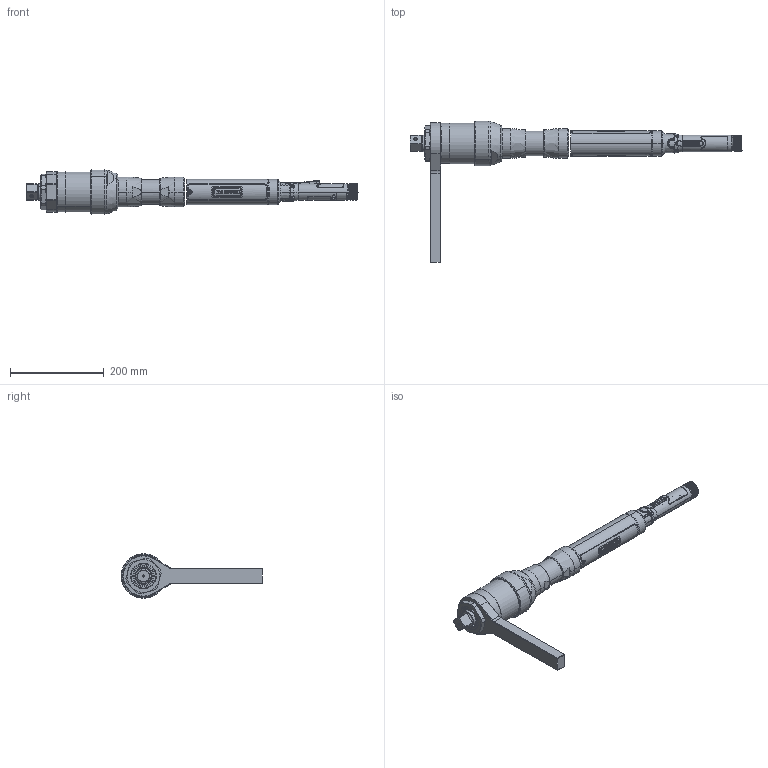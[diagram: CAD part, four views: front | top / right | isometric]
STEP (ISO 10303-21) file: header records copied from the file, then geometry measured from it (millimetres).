
FILE_DESCRIPTION((''),'2;1');
FILE_NAME('EB55LB5-1500','2012-02-22T',('MAM0508'),(''),'PRO/ENGINEER BY PARAMETRIC TECHNOLOGY CORPORATION, 2010430','PRO/ENGINEER BY PARAMETRIC TECHNOLOGY CORPORATION, 2010430','');
FILE_SCHEMA(('CONFIG_CONTROL_DESIGN'));
Length unit declared in the file: inch
Products named in the file (1): EB55LB5-1500
Bounding box: 706.87 x 301.32 x 94.63 mm (x, y, z)
Surface area: 227789.7 mm2 (no closed solid volume)
Topology: 0 solids, 158 shells, 428 faces, 3212 edges, 2902 vertices
Faces by surface type: cylinder 153, bspline 87, plane 84, cone 52, torus 40, extrusion 10, sphere 2
Entity records: 42081 total; most frequent: CARTESIAN_POINT 21300, ORIENTED_EDGE 3674, DIRECTION 3504, EDGE_CURVE 3208, VERTEX_POINT 2902, B_SPLINE_CURVE_WITH_KNOTS 1317, AXIS2_PLACEMENT_3D 1262, VECTOR 980
